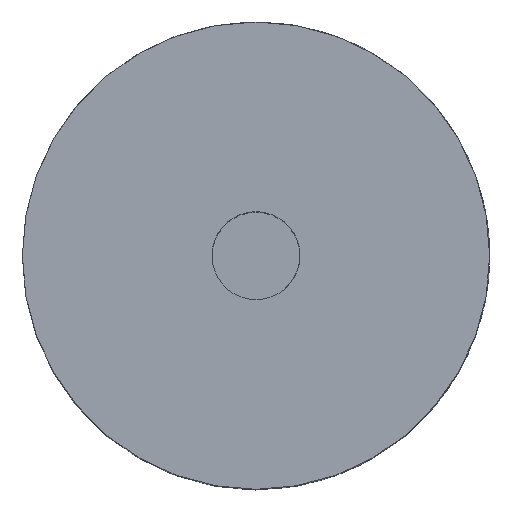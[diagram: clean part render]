
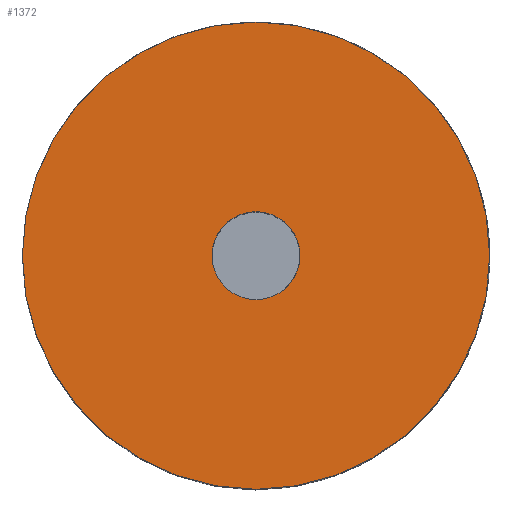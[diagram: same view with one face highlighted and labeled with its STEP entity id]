
A CAD part, top view. The second image highlights one B-rep face of the part: STEP entity #1372.
In plain terms, the highlighted planar face has unit normal (0, 0, 1).
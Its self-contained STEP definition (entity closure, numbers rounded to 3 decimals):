
#66 = CYLINDRICAL_SURFACE('',#67,8.5);
#67 = AXIS2_PLACEMENT_3D('',#68,#69,#70);
#68 = CARTESIAN_POINT('',(0.,0.,0.));
#69 = DIRECTION('',(0.,0.,1.));
#70 = DIRECTION('',(1.,0.,0.));
#137 = VERTEX_POINT('',#138);
#138 = CARTESIAN_POINT('',(8.5,0.,14.));
#159 = EDGE_CURVE('',#137,#137,#160,.T.);
#160 = SURFACE_CURVE('',#161,(#166,#173),.PCURVE_S1.);
#161 = CIRCLE('',#162,8.5);
#162 = AXIS2_PLACEMENT_3D('',#163,#164,#165);
#163 = CARTESIAN_POINT('',(0.,0.,14.));
#164 = DIRECTION('',(0.,0.,1.));
#165 = DIRECTION('',(1.,0.,0.));
#166 = PCURVE('',#66,#167);
#167 = DEFINITIONAL_REPRESENTATION('',(#168),#172);
#168 = LINE('',#169,#170);
#169 = CARTESIAN_POINT('',(0.,14.));
#170 = VECTOR('',#171,1.);
#171 = DIRECTION('',(1.,0.));
#172 = ( GEOMETRIC_REPRESENTATION_CONTEXT(2) 
PARAMETRIC_REPRESENTATION_CONTEXT() REPRESENTATION_CONTEXT('2D SPACE',''
  ) );
#173 = PCURVE('',#174,#179);
#174 = PLANE('',#175);
#175 = AXIS2_PLACEMENT_3D('',#176,#177,#178);
#176 = CARTESIAN_POINT('',(0.,0.,14.));
#177 = DIRECTION('',(0.,0.,1.));
#178 = DIRECTION('',(1.,0.,0.));
#179 = DEFINITIONAL_REPRESENTATION('',(#180),#184);
#180 = CIRCLE('',#181,8.5);
#181 = AXIS2_PLACEMENT_2D('',#182,#183);
#182 = CARTESIAN_POINT('',(0.,0.));
#183 = DIRECTION('',(1.,0.));
#184 = ( GEOMETRIC_REPRESENTATION_CONTEXT(2) 
PARAMETRIC_REPRESENTATION_CONTEXT() REPRESENTATION_CONTEXT('2D SPACE',''
  ) );
#763 = CYLINDRICAL_SURFACE('',#764,1.6);
#764 = AXIS2_PLACEMENT_3D('',#765,#766,#767);
#765 = CARTESIAN_POINT('',(0.,0.,3.));
#766 = DIRECTION('',(0.,0.,1.));
#767 = DIRECTION('',(1.,0.,0.));
#1372 = ADVANCED_FACE('',(#1373,#1376),#174,.T.);
#1373 = FACE_BOUND('',#1374,.T.);
#1374 = EDGE_LOOP('',(#1375));
#1375 = ORIENTED_EDGE('',*,*,#159,.T.);
#1376 = FACE_BOUND('',#1377,.T.);
#1377 = EDGE_LOOP('',(#1378));
#1378 = ORIENTED_EDGE('',*,*,#1379,.F.);
#1379 = EDGE_CURVE('',#1380,#1380,#1382,.T.);
#1380 = VERTEX_POINT('',#1381);
#1381 = CARTESIAN_POINT('',(1.6,0.,14.));
#1382 = SURFACE_CURVE('',#1383,(#1388,#1395),.PCURVE_S1.);
#1383 = CIRCLE('',#1384,1.6);
#1384 = AXIS2_PLACEMENT_3D('',#1385,#1386,#1387);
#1385 = CARTESIAN_POINT('',(0.,0.,14.));
#1386 = DIRECTION('',(0.,0.,1.));
#1387 = DIRECTION('',(1.,0.,-0.));
#1388 = PCURVE('',#174,#1389);
#1389 = DEFINITIONAL_REPRESENTATION('',(#1390),#1394);
#1390 = CIRCLE('',#1391,1.6);
#1391 = AXIS2_PLACEMENT_2D('',#1392,#1393);
#1392 = CARTESIAN_POINT('',(0.,0.));
#1393 = DIRECTION('',(1.,0.));
#1394 = ( GEOMETRIC_REPRESENTATION_CONTEXT(2) 
PARAMETRIC_REPRESENTATION_CONTEXT() REPRESENTATION_CONTEXT('2D SPACE',''
  ) );
#1395 = PCURVE('',#763,#1396);
#1396 = DEFINITIONAL_REPRESENTATION('',(#1397),#1401);
#1397 = LINE('',#1398,#1399);
#1398 = CARTESIAN_POINT('',(0.,11.));
#1399 = VECTOR('',#1400,1.);
#1400 = DIRECTION('',(1.,0.));
#1401 = ( GEOMETRIC_REPRESENTATION_CONTEXT(2) 
PARAMETRIC_REPRESENTATION_CONTEXT() REPRESENTATION_CONTEXT('2D SPACE',''
  ) );
